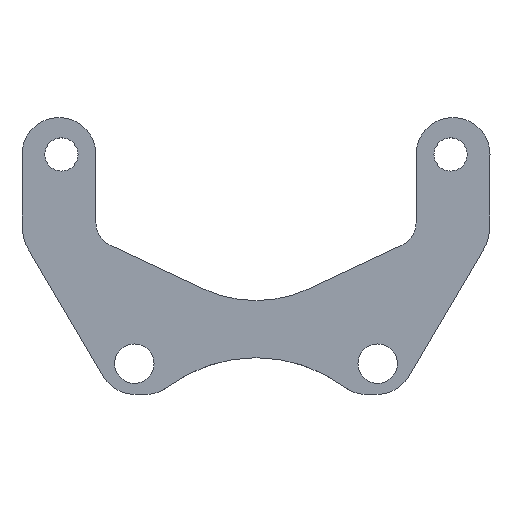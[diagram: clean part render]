
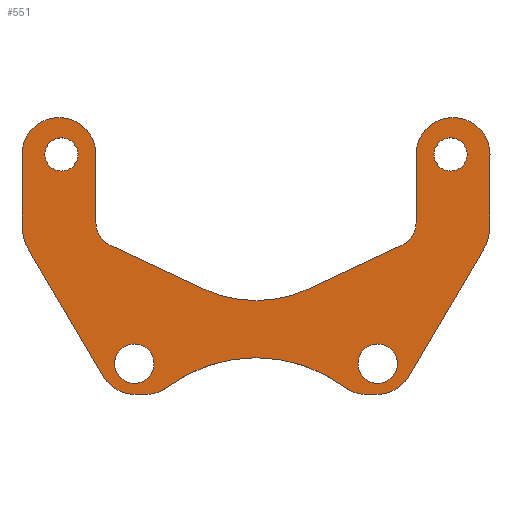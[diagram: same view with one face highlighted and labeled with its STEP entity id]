
A CAD part, top view. The second image highlights one B-rep face of the part: STEP entity #551.
In plain terms, the highlighted planar face has unit normal (0, 0, 1).
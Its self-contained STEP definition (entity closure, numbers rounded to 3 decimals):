
#15=FACE_BOUND('',#90,.T.);
#16=FACE_BOUND('',#91,.T.);
#17=FACE_BOUND('',#92,.T.);
#18=FACE_BOUND('',#93,.T.);
#33=PLANE('',#625);
#61=FACE_OUTER_BOUND('',#89,.T.);
#89=EDGE_LOOP('',(#457,#458,#459,#460,#461,#462,#463,#464,#465,#466,#467,
#468,#469,#470,#471,#472,#473,#474,#475,#476,#477,#478));
#90=EDGE_LOOP('',(#479));
#91=EDGE_LOOP('',(#480));
#92=EDGE_LOOP('',(#481));
#93=EDGE_LOOP('',(#482));
#103=LINE('',#823,#149);
#108=LINE('',#837,#154);
#114=LINE('',#861,#160);
#118=LINE('',#873,#164);
#122=LINE('',#885,#168);
#126=LINE('',#897,#172);
#130=LINE('',#909,#176);
#134=LINE('',#921,#180);
#138=LINE('',#933,#184);
#142=LINE('',#945,#188);
#149=VECTOR('',#659,10.);
#154=VECTOR('',#672,10.);
#160=VECTOR('',#698,10.);
#164=VECTOR('',#710,10.);
#168=VECTOR('',#722,10.);
#172=VECTOR('',#734,10.);
#176=VECTOR('',#746,10.);
#180=VECTOR('',#758,10.);
#184=VECTOR('',#770,10.);
#188=VECTOR('',#782,10.);
#192=CIRCLE('',#569,1.6);
#194=CIRCLE('',#572,1.35);
#196=CIRCLE('',#575,1.35);
#198=CIRCLE('',#578,1.6);
#199=CIRCLE('',#581,3.);
#201=CIRCLE('',#585,3.);
#203=CIRCLE('',#588,12.);
#205=CIRCLE('',#591,3.);
#207=CIRCLE('',#595,3.);
#209=CIRCLE('',#599,4.);
#211=CIRCLE('',#603,3.);
#213=CIRCLE('',#607,2.);
#215=CIRCLE('',#611,10.);
#217=CIRCLE('',#615,2.);
#219=CIRCLE('',#619,3.);
#221=CIRCLE('',#623,4.);
#224=VERTEX_POINT('',#799);
#226=VERTEX_POINT('',#805);
#228=VERTEX_POINT('',#811);
#230=VERTEX_POINT('',#817);
#231=VERTEX_POINT('',#821);
#232=VERTEX_POINT('',#822);
#235=VERTEX_POINT('',#830);
#237=VERTEX_POINT('',#836);
#239=VERTEX_POINT('',#842);
#241=VERTEX_POINT('',#848);
#243=VERTEX_POINT('',#854);
#245=VERTEX_POINT('',#860);
#247=VERTEX_POINT('',#866);
#249=VERTEX_POINT('',#872);
#251=VERTEX_POINT('',#878);
#253=VERTEX_POINT('',#884);
#255=VERTEX_POINT('',#890);
#257=VERTEX_POINT('',#896);
#259=VERTEX_POINT('',#902);
#261=VERTEX_POINT('',#908);
#263=VERTEX_POINT('',#914);
#265=VERTEX_POINT('',#920);
#267=VERTEX_POINT('',#926);
#269=VERTEX_POINT('',#932);
#271=VERTEX_POINT('',#938);
#273=VERTEX_POINT('',#944);
#277=EDGE_CURVE('',#224,#224,#192,.T.);
#280=EDGE_CURVE('',#226,#226,#194,.T.);
#283=EDGE_CURVE('',#228,#228,#196,.T.);
#286=EDGE_CURVE('',#230,#230,#198,.T.);
#287=EDGE_CURVE('',#231,#232,#103,.T.);
#291=EDGE_CURVE('',#232,#235,#199,.T.);
#294=EDGE_CURVE('',#235,#237,#108,.T.);
#297=EDGE_CURVE('',#237,#239,#201,.T.);
#300=EDGE_CURVE('',#241,#239,#203,.T.);
#303=EDGE_CURVE('',#241,#243,#205,.T.);
#306=EDGE_CURVE('',#245,#243,#114,.T.);
#309=EDGE_CURVE('',#245,#247,#207,.T.);
#312=EDGE_CURVE('',#249,#247,#118,.T.);
#315=EDGE_CURVE('',#249,#251,#209,.T.);
#318=EDGE_CURVE('',#253,#251,#122,.T.);
#321=EDGE_CURVE('',#253,#255,#211,.T.);
#324=EDGE_CURVE('',#257,#255,#126,.T.);
#327=EDGE_CURVE('',#259,#257,#213,.T.);
#330=EDGE_CURVE('',#261,#259,#130,.T.);
#333=EDGE_CURVE('',#263,#261,#215,.T.);
#336=EDGE_CURVE('',#265,#263,#134,.T.);
#339=EDGE_CURVE('',#267,#265,#217,.T.);
#342=EDGE_CURVE('',#269,#267,#138,.T.);
#345=EDGE_CURVE('',#269,#271,#219,.T.);
#348=EDGE_CURVE('',#273,#271,#142,.T.);
#351=EDGE_CURVE('',#273,#231,#221,.T.);
#457=ORIENTED_EDGE('',*,*,#351,.T.);
#458=ORIENTED_EDGE('',*,*,#287,.T.);
#459=ORIENTED_EDGE('',*,*,#291,.T.);
#460=ORIENTED_EDGE('',*,*,#294,.T.);
#461=ORIENTED_EDGE('',*,*,#297,.T.);
#462=ORIENTED_EDGE('',*,*,#300,.F.);
#463=ORIENTED_EDGE('',*,*,#303,.T.);
#464=ORIENTED_EDGE('',*,*,#306,.F.);
#465=ORIENTED_EDGE('',*,*,#309,.T.);
#466=ORIENTED_EDGE('',*,*,#312,.F.);
#467=ORIENTED_EDGE('',*,*,#315,.T.);
#468=ORIENTED_EDGE('',*,*,#318,.F.);
#469=ORIENTED_EDGE('',*,*,#321,.T.);
#470=ORIENTED_EDGE('',*,*,#324,.F.);
#471=ORIENTED_EDGE('',*,*,#327,.F.);
#472=ORIENTED_EDGE('',*,*,#330,.F.);
#473=ORIENTED_EDGE('',*,*,#333,.F.);
#474=ORIENTED_EDGE('',*,*,#336,.F.);
#475=ORIENTED_EDGE('',*,*,#339,.F.);
#476=ORIENTED_EDGE('',*,*,#342,.F.);
#477=ORIENTED_EDGE('',*,*,#345,.T.);
#478=ORIENTED_EDGE('',*,*,#348,.F.);
#479=ORIENTED_EDGE('',*,*,#286,.T.);
#480=ORIENTED_EDGE('',*,*,#283,.T.);
#481=ORIENTED_EDGE('',*,*,#280,.T.);
#482=ORIENTED_EDGE('',*,*,#277,.T.);
#551=ADVANCED_FACE('',(#61,#15,#16,#17,#18),#33,.T.);
#569=AXIS2_PLACEMENT_3D('',#801,#634,#635);
#572=AXIS2_PLACEMENT_3D('',#807,#641,#642);
#575=AXIS2_PLACEMENT_3D('',#813,#648,#649);
#578=AXIS2_PLACEMENT_3D('',#819,#655,#656);
#581=AXIS2_PLACEMENT_3D('',#831,#665,#666);
#585=AXIS2_PLACEMENT_3D('',#843,#677,#678);
#588=AXIS2_PLACEMENT_3D('',#849,#684,#685);
#591=AXIS2_PLACEMENT_3D('',#855,#691,#692);
#595=AXIS2_PLACEMENT_3D('',#867,#703,#704);
#599=AXIS2_PLACEMENT_3D('',#879,#715,#716);
#603=AXIS2_PLACEMENT_3D('',#891,#727,#728);
#607=AXIS2_PLACEMENT_3D('',#903,#739,#740);
#611=AXIS2_PLACEMENT_3D('',#915,#751,#752);
#615=AXIS2_PLACEMENT_3D('',#927,#763,#764);
#619=AXIS2_PLACEMENT_3D('',#939,#775,#776);
#623=AXIS2_PLACEMENT_3D('',#950,#787,#788);
#625=AXIS2_PLACEMENT_3D('',#952,#791,#792);
#634=DIRECTION('center_axis',(0.,0.,-1.));
#635=DIRECTION('ref_axis',(-1.,0.,0.));
#641=DIRECTION('center_axis',(0.,0.,-1.));
#642=DIRECTION('ref_axis',(-1.,0.,0.));
#648=DIRECTION('center_axis',(0.,0.,-1.));
#649=DIRECTION('ref_axis',(-1.,0.,0.));
#655=DIRECTION('center_axis',(0.,0.,-1.));
#656=DIRECTION('ref_axis',(-1.,0.,0.));
#659=DIRECTION('',(0.508,-0.861,0.));
#665=DIRECTION('center_axis',(0.,0.,
1.));
#666=DIRECTION('ref_axis',(-0.861,-0.508,0.));
#672=DIRECTION('',(1.,0.,0.));
#677=DIRECTION('center_axis',(0.,0.,1.));
#678=DIRECTION('ref_axis',(0.,-1.,0.));
#684=DIRECTION('center_axis',(0.,0.,1.));
#685=DIRECTION('ref_axis',(0.598,0.801,0.));
#691=DIRECTION('center_axis',(0.,0.,
1.));
#692=DIRECTION('ref_axis',(-0.598,-0.801,0.));
#698=DIRECTION('',(-1.,0.,0.));
#703=DIRECTION('center_axis',(0.,0.,1.));
#704=DIRECTION('ref_axis',(0.,-1.,0.));
#710=DIRECTION('',(-0.508,-0.861,0.));
#715=DIRECTION('center_axis',(0.,0.,1.));
#716=DIRECTION('ref_axis',(0.861,-0.508,0.));
#722=DIRECTION('',(0.,-1.,0.));
#727=DIRECTION('center_axis',(0.,0.,1.));
#728=DIRECTION('ref_axis',(1.,0.,0.));
#734=DIRECTION('',(0.,1.,0.));
#739=DIRECTION('center_axis',(0.,0.,
1.));
#740=DIRECTION('ref_axis',(0.424,-0.906,0.));
#746=DIRECTION('',(0.906,0.424,0.));
#751=DIRECTION('center_axis',(0.,0.,
1.));
#752=DIRECTION('ref_axis',(-0.424,-0.906,0.));
#758=DIRECTION('',(0.906,-0.424,0.));
#763=DIRECTION('center_axis',(0.,0.,
1.));
#764=DIRECTION('ref_axis',(-1.,0.,0.));
#770=DIRECTION('',(0.,-1.,0.));
#775=DIRECTION('center_axis',(0.,0.,
1.));
#776=DIRECTION('ref_axis',(1.,0.,0.));
#782=DIRECTION('',(0.,1.,0.));
#787=DIRECTION('center_axis',(0.,0.,1.));
#788=DIRECTION('ref_axis',(-1.,0.,0.));
#791=DIRECTION('center_axis',(0.,0.,
1.));
#792=DIRECTION('ref_axis',(-1.,0.,0.));
#799=CARTESIAN_POINT('',(11.477,-13.,-36.756));
#801=CARTESIAN_POINT('Origin',(9.877,-13.,-36.756));
#805=CARTESIAN_POINT('',(-14.45,3.98,-36.756));
#807=CARTESIAN_POINT('Origin',(-15.8,3.98,-36.756));
#811=CARTESIAN_POINT('',(17.15,3.98,-36.756));
#813=CARTESIAN_POINT('Origin',(15.8,3.98,-36.756));
#817=CARTESIAN_POINT('',(-8.277,-13.,-36.756));
#819=CARTESIAN_POINT('Origin',(-9.877,-13.,-36.756));
#821=CARTESIAN_POINT('',(-18.445,-3.783,-36.756));
#822=CARTESIAN_POINT('',(-12.406,-14.024,-36.756));
#823=CARTESIAN_POINT('',(-18.445,-3.783,-36.756));
#830=CARTESIAN_POINT('',(-9.822,-15.5,-36.756));
#831=CARTESIAN_POINT('Origin',(-9.822,-12.5,-36.756));
#836=CARTESIAN_POINT('',(-8.974,-15.5,-36.756));
#837=CARTESIAN_POINT('',(-9.822,-15.5,-36.756));
#842=CARTESIAN_POINT('',(-7.179,-14.904,-36.756));
#843=CARTESIAN_POINT('Origin',(-8.974,-12.5,-36.756));
#848=CARTESIAN_POINT('',(7.179,-14.904,-36.756));
#849=CARTESIAN_POINT('Origin',(0.,-24.52,
-36.756));
#854=CARTESIAN_POINT('',(8.974,-15.5,-36.756));
#855=CARTESIAN_POINT('Origin',(8.974,-12.5,-36.756));
#860=CARTESIAN_POINT('',(9.822,-15.5,-36.756));
#861=CARTESIAN_POINT('',(9.822,-15.5,-36.756));
#866=CARTESIAN_POINT('',(12.406,-14.024,-36.756));
#867=CARTESIAN_POINT('Origin',(9.822,-12.5,-36.756));
#872=CARTESIAN_POINT('',(18.445,-3.783,-36.756));
#873=CARTESIAN_POINT('',(18.445,-3.783,-36.756));
#878=CARTESIAN_POINT('',(19.,-1.751,-36.756));
#879=CARTESIAN_POINT('Origin',(15.,-1.751,-36.756));
#884=CARTESIAN_POINT('',(19.,3.98,-36.756));
#885=CARTESIAN_POINT('',(19.,3.98,-36.756));
#890=CARTESIAN_POINT('',(13.,3.98,-36.756));
#891=CARTESIAN_POINT('Origin',(16.,3.98,-36.756));
#896=CARTESIAN_POINT('',(13.,-1.571,-36.756));
#897=CARTESIAN_POINT('',(13.,-1.571,-36.756));
#902=CARTESIAN_POINT('',(11.847,-3.382,-36.756));
#903=CARTESIAN_POINT('Origin',(11.,-1.571,-36.756));
#908=CARTESIAN_POINT('',(4.237,-6.942,-36.756));
#909=CARTESIAN_POINT('',(4.237,-6.942,-36.756));
#914=CARTESIAN_POINT('',(-4.237,-6.942,-36.756));
#915=CARTESIAN_POINT('Origin',(0.,2.116,-36.756));
#920=CARTESIAN_POINT('',(-11.847,-3.382,-36.756));
#921=CARTESIAN_POINT('',(-11.847,-3.382,-36.756));
#926=CARTESIAN_POINT('',(-13.,-1.571,-36.756));
#927=CARTESIAN_POINT('Origin',(-11.,-1.571,-36.756));
#932=CARTESIAN_POINT('',(-13.,3.98,-36.756));
#933=CARTESIAN_POINT('',(-13.,3.98,-36.756));
#938=CARTESIAN_POINT('',(-19.,3.98,-36.756));
#939=CARTESIAN_POINT('Origin',(-16.,3.98,-36.756));
#944=CARTESIAN_POINT('',(-19.,-1.751,-36.756));
#945=CARTESIAN_POINT('',(-19.,-1.751,-36.756));
#950=CARTESIAN_POINT('Origin',(-15.,-1.751,-36.756));
#952=CARTESIAN_POINT('Origin',(0.,-4.26,-36.756));
